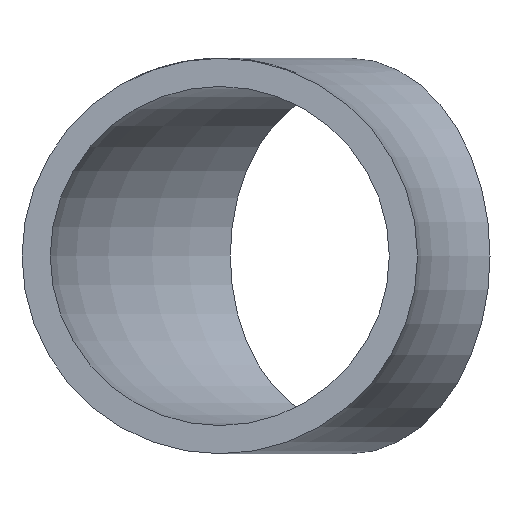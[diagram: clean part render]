
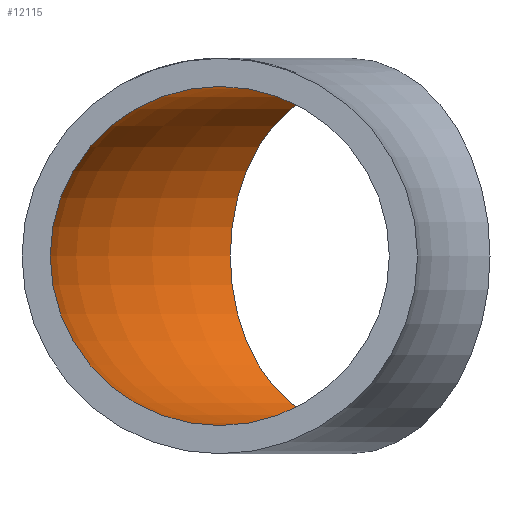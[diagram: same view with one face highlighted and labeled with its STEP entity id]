
A CAD part, front view. The second image highlights one B-rep face of the part: STEP entity #12115.
In plain terms, the highlighted toroidal (fillet/blend) face has major radius 31.5 mm and minor radius 12 mm.
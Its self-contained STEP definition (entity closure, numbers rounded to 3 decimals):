
#45 = DIRECTION ( 'NONE',  ( 0., 0., 1. ) ) ;
#255 = CARTESIAN_POINT ( 'NONE',  ( -30.759, 30.759, 0. ) ) ;
#1382 = AXIS2_PLACEMENT_3D ( 'NONE', #10747, #7166, #9615 ) ;
#1849 = CIRCLE ( 'NONE', #1382, 12. ) ;
#3157 = ORIENTED_EDGE ( 'NONE', *, *, #12491, .T. ) ;
#3323 = CARTESIAN_POINT ( 'NONE',  ( -31.5, 0., 0. ) ) ;
#4560 = FACE_OUTER_BOUND ( 'NONE', #9777, .T. ) ;
#4855 = DIRECTION ( 'NONE',  ( -1., 0., 0. ) ) ;
#5309 = EDGE_LOOP ( 'NONE', ( #3157 ) ) ;
#6207 = CIRCLE ( 'NONE', #9024, 12. ) ;
#7117 = ORIENTED_EDGE ( 'NONE', *, *, #10689, .F. ) ;
#7166 = DIRECTION ( 'NONE',  ( 0.707, 0.707, 0. ) ) ;
#7872 = DIRECTION ( 'NONE',  ( 0., 1., 0. ) ) ;
#7995 = CARTESIAN_POINT ( 'NONE',  ( -31.5, 0., 12. ) ) ;
#8220 = CARTESIAN_POINT ( 'NONE',  ( 0., 0., 0. ) ) ;
#9024 = AXIS2_PLACEMENT_3D ( 'NONE', #3323, #7872, #45 ) ;
#9257 = VERTEX_POINT ( 'NONE', #255 ) ;
#9615 = DIRECTION ( 'NONE',  ( -0.707, 0.707, 0. ) ) ;
#9777 = EDGE_LOOP ( 'NONE', ( #7117 ) ) ;
#10426 = AXIS2_PLACEMENT_3D ( 'NONE', #8220, #12733, #4855 ) ;
#10689 = EDGE_CURVE ( 'NONE', #11588, #11588, #6207, .T. ) ;
#10747 = CARTESIAN_POINT ( 'NONE',  ( -22.274, 22.274, 0. ) ) ;
#11588 = VERTEX_POINT ( 'NONE', #7995 ) ;
#11671 = FACE_OUTER_BOUND ( 'NONE', #5309, .T. ) ;
#12115 = ADVANCED_FACE ( 'NONE', ( #11671, #4560 ), #12120, .F. ) ;
#12120 = TOROIDAL_SURFACE ( 'NONE', #10426, 31.5, 12. ) ;
#12491 = EDGE_CURVE ( 'NONE', #9257, #9257, #1849, .T. ) ;
#12733 = DIRECTION ( 'NONE',  ( 0., 0., -1. ) ) ;
